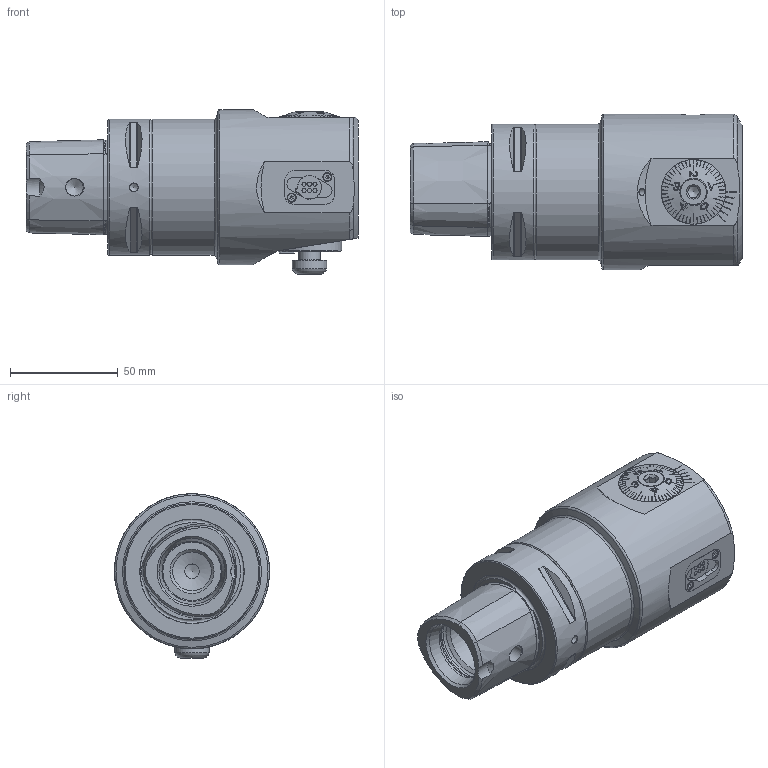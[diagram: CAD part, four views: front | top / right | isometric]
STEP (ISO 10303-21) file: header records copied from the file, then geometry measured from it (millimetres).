
FILE_DESCRIPTION (( 'STEP AP214' ), '1' );
FILE_NAME ('PS6.F72.DA2.120.STEP', '2020-10-12T12:57:09', ( '' ), ( '' ), 'SwSTEP 2.0', 'SolidWorks 2017', '' );
FILE_SCHEMA (( 'AUTOMOTIVE_DESIGN' ));
Length unit declared in the file: millimetre
Products named in the file (24): Fxx-MAB.xxx.xxx_A_F72; F55-BG1.012.012_A; WCB-ER2.001.009_A; Fxx-BG7.DA2.0xx_F72; PEF-DA1.011.017_A; Fxx-BG7.DA1.0xx_B_F72; A55-BG2.011.016_D; A55-BG3.011.033_A_gek〉zt; F72-BG1.DA2.030_Standard min; PS6-F72.DA1.120-A; DIN 3771 - 25x1.5; ISO 4762 - M2 x 6; DIN 3771 - 13x1; A55-BG2.013.005_C; PEF-DA1.010.032_A; A55-BG2.012.006_B; F72-BG2.014.020_B; F55-ER1.101.016_A; F72-BG2.015.020_B; PS6.F72.DA2.120; ISO 4026 - M10 x 16; F72-BG1.DA1.030_B; F72-BG1.DA3.030; Klebstoff D10
Assembly tree (24 placements, depth 4):
  PS6.F72.DA2.120
    PS6-F72.DA1.120-A
    F55-ER1.101.016_A
    ISO 4026 - M10 x 16
    Klebstoff D10
    Fxx-BG7.DA2.0xx_F72
      Fxx-BG7.DA1.0xx_B_F72
      PEF-DA1.011.017_A
      PEF-DA1.010.032_A
      ISO 4762 - M2 x 6  x2
      DIN 3771 - 13x1
    F72-BG1.DA2.030_Standard min
      F72-BG1.DA3.030
        F72-BG1.DA1.030_B
        F55-BG1.012.012_A
      A55-BG2.013.005_C
      A55-BG2.012.006_B
      F72-BG2.015.020_B
        A55-BG2.011.016_D
        F72-BG2.014.020_B
      DIN 3771 - 25x1.5
      Fxx-MAB.xxx.xxx_A_F72
    WCB-ER2.001.009_A
    A55-BG3.011.033_A_gek〉zt
Bounding box: 154 x 72 x 76.35 mm (x, y, z)
Volume: 426035.7 mm3; surface area: 72049.9 mm2
Topology: 20 solids, 20 shells, 795 faces, 2038 edges, 1314 vertices
Faces by surface type: plane 412, cone 152, cylinder 146, torus 49, bspline 35, sphere 1
Full cylindrical faces by diameter (mm): 1.6 x2, 1.9 x6, 2 x2, 2.2 x2, 3.3 x7, 3.8 x2, 4 x2, 4.2 x3, 5 x1, 5.25 x1, 6.8 x1, 8 x2, 8.1 x2, 8.5 x2, 9.95 x1, 10 x4, 11.5 x1, 11.6 x1, 11.75 x1, 11.95 x1, 12 x4, 12.4 x1, 13 x3, 14 x2, 14.2 x1, 15.5 x1, 16 x1, 18 x2, 20 x1, 22 x1
Entity records: 30332 total; most frequent: CARTESIAN_POINT 8817, ORIENTED_EDGE 3532, DIRECTION 3233, EDGE_CURVE 1766, AXIS2_PLACEMENT_3D 1277, VERTEX_POINT 1231, EDGE_LOOP 1007, FACE_OUTER_BOUND 879
